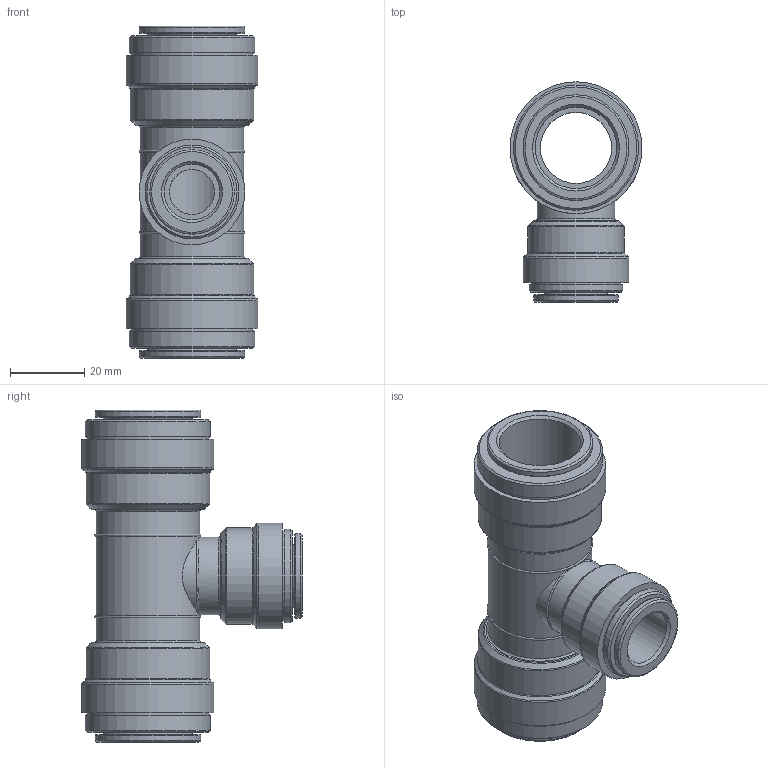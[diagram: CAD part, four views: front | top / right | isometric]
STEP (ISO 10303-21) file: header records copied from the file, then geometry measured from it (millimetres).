
FILE_DESCRIPTION(/* description */ ('STEP AP214'),/* implementation_level */ '2;1');
FILE_NAME(/* name */ '177700_CQT-22-15',/* time_stamp */ '2024-08-08T14:33:49+02:00',/* author */ ('License CC BY-ND 4.0'),/* organization */ ('CADENAS'),/* preprocessor_version */ 'ST-DEVELOPER v19.3',/* originating_system */ 'PARTsolutions',/* authorisation */ ' ');
FILE_SCHEMA (('AUTOMOTIVE_DESIGN {1 0 10303 214 3 1 1}'));
Length unit declared in the file: millimetre
Products named in the file (1): 177700 CQT-22-15
Bounding box: 35.6 x 59.4 x 89.6 mm (x, y, z)
Volume: 46445.4 mm3; surface area: 21737.5 mm2
Topology: 1 solids, 1 shells, 90 faces, 164 edges, 95 vertices
Faces by surface type: cylinder 29, torus 28, plane 21, cone 12
Full cylindrical faces by diameter (mm): 12.15 x1, 15 x1, 16.86 x1, 19.2 x1, 21 x1, 22 x2, 22.8 x1, 23.95 x2, 24.5 x1, 25.3 x1, 26 x1, 28 x3, 28.5 x1, 28.55 x2, 33 x2, 33.4 x2, 33.8 x2, 35.6 x2
Entity records: 1970 total; most frequent: CARTESIAN_POINT 374, DIRECTION 360, ORIENTED_EDGE 196, AXIS2_PLACEMENT_3D 180, EDGE_LOOP 178, FACE_BOUND 178, EDGE_CURVE 98, VERTEX_POINT 94
